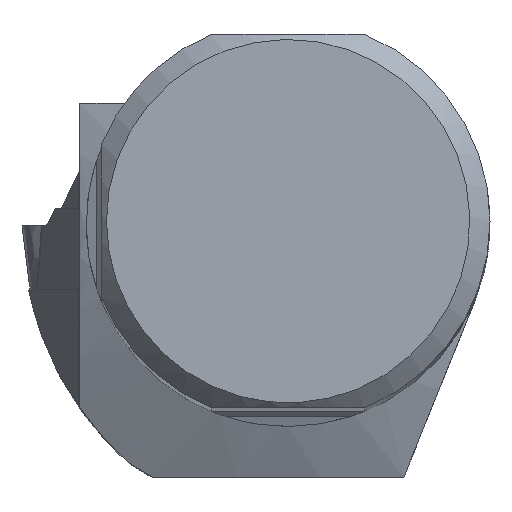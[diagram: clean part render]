
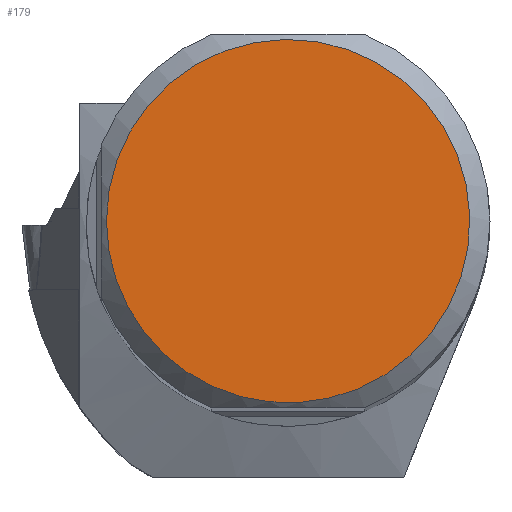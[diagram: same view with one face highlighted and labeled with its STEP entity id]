
A CAD part, top view. The second image highlights one B-rep face of the part: STEP entity #179.
In plain terms, the highlighted planar face has unit normal (0, 0, 1).
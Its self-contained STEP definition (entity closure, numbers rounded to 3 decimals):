
#134=CIRCLE('',#1422,18.);
#179=ADVANCED_FACE('',(#278),#242,.T.);
#242=PLANE('',#1435);
#278=FACE_OUTER_BOUND('',#349,.T.);
#349=EDGE_LOOP('',(#614));
#614=ORIENTED_EDGE('',*,*,#1066,.F.);
#936=VERTEX_POINT('',#1869);
#1066=EDGE_CURVE('',#936,#936,#134,.T.);
#1422=AXIS2_PLACEMENT_3D('',#1868,#1545,#1546);
#1435=AXIS2_PLACEMENT_3D('',#2043,#1587,#1588);
#1545=DIRECTION('',(0.,0.,-1.));
#1546=DIRECTION('',(-1.,0.,0.));
#1587=DIRECTION('',(0.,0.,1.));
#1588=DIRECTION('',(-1.,0.,0.));
#1868=CARTESIAN_POINT('',(0.,0.,0.));
#1869=CARTESIAN_POINT('',(-18.,0.,0.));
#2043=CARTESIAN_POINT('',(-18.,0.,0.));
